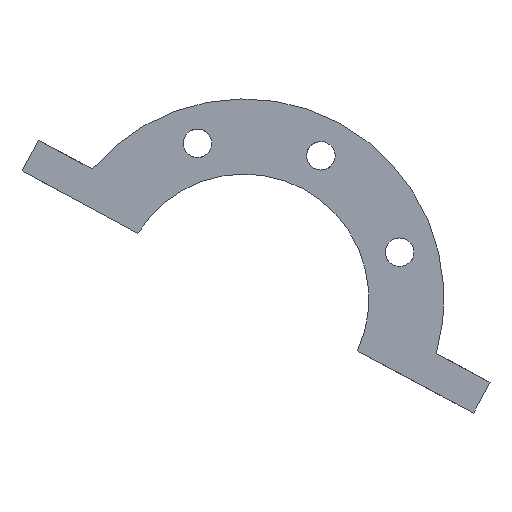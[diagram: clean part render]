
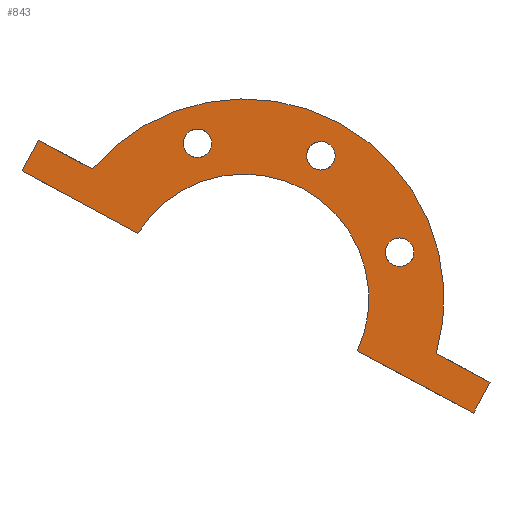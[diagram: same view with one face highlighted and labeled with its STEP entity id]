
A CAD part, front view. The second image highlights one B-rep face of the part: STEP entity #843.
In plain terms, the highlighted planar face has unit normal (0, -1, 0).
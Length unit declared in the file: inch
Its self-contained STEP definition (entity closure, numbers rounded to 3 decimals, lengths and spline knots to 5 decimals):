
#52=FACE_BOUND('',#216,.T.);
#53=FACE_BOUND('',#217,.T.);
#54=FACE_BOUND('',#218,.T.);
#113=CIRCLE('',#943,0.095);
#126=CIRCLE('',#961,0.095);
#127=CIRCLE('',#964,1.33);
#128=CIRCLE('',#967,0.83);
#129=CIRCLE('',#969,0.095);
#169=FACE_OUTER_BOUND('',#215,.T.);
#215=EDGE_LOOP('',(#757,#758,#759,#760,#761,#762,#763,#764));
#216=EDGE_LOOP('',(#765));
#217=EDGE_LOOP('',(#766));
#218=EDGE_LOOP('',(#767));
#228=LINE('',#1256,#277);
#250=LINE('',#1392,#299);
#267=LINE('',#1581,#316);
#270=LINE('',#1588,#319);
#274=LINE('',#1600,#323);
#275=LINE('',#1601,#324);
#277=VECTOR('',#978,0.3937);
#299=VECTOR('',#1124,0.3937);
#316=VECTOR('',#1221,0.3937);
#319=VECTOR('',#1230,0.3937);
#323=VECTOR('',#1244,0.3937);
#324=VECTOR('',#1245,0.3937);
#325=VERTEX_POINT('',#1252);
#327=VERTEX_POINT('',#1255);
#375=VERTEX_POINT('',#1389);
#376=VERTEX_POINT('',#1391);
#387=VERTEX_POINT('',#1434);
#403=VERTEX_POINT('',#1576);
#404=VERTEX_POINT('',#1580);
#405=VERTEX_POINT('',#1586);
#406=VERTEX_POINT('',#1590);
#407=VERTEX_POINT('',#1592);
#408=VERTEX_POINT('',#1596);
#410=EDGE_CURVE('',#327,#325,#228,.T.);
#476=EDGE_CURVE('',#376,#375,#250,.T.);
#497=EDGE_CURVE('',#387,#387,#113,.T.);
#522=EDGE_CURVE('',#403,#403,#126,.T.);
#524=EDGE_CURVE('',#404,#327,#267,.T.);
#526=EDGE_CURVE('',#325,#376,#127,.T.);
#528=EDGE_CURVE('',#375,#405,#270,.T.);
#530=EDGE_CURVE('',#407,#406,#128,.T.);
#532=EDGE_CURVE('',#408,#408,#129,.T.);
#534=EDGE_CURVE('',#406,#404,#274,.T.);
#535=EDGE_CURVE('',#405,#407,#275,.T.);
#757=ORIENTED_EDGE('',*,*,#534,.T.);
#758=ORIENTED_EDGE('',*,*,#524,.T.);
#759=ORIENTED_EDGE('',*,*,#410,.T.);
#760=ORIENTED_EDGE('',*,*,#526,.T.);
#761=ORIENTED_EDGE('',*,*,#476,.T.);
#762=ORIENTED_EDGE('',*,*,#528,.T.);
#763=ORIENTED_EDGE('',*,*,#535,.T.);
#764=ORIENTED_EDGE('',*,*,#530,.T.);
#765=ORIENTED_EDGE('',*,*,#497,.T.);
#766=ORIENTED_EDGE('',*,*,#532,.T.);
#767=ORIENTED_EDGE('',*,*,#522,.T.);
#801=PLANE('',#970);
#843=ADVANCED_FACE('',(#169,#52,#53,#54),#801,.F.);
#943=AXIS2_PLACEMENT_3D('',#1435,#1173,#1174);
#961=AXIS2_PLACEMENT_3D('',#1577,#1216,#1217);
#964=AXIS2_PLACEMENT_3D('',#1584,#1225,#1226);
#967=AXIS2_PLACEMENT_3D('',#1593,#1234,#1235);
#969=AXIS2_PLACEMENT_3D('',#1597,#1239,#1240);
#970=AXIS2_PLACEMENT_3D('',#1599,#1242,#1243);
#978=DIRECTION('',(-0.882,0.,0.472));
#1124=DIRECTION('',(-0.881,0.,0.473));
#1173=DIRECTION('center_axis',(0.,1.,0.));
#1174=DIRECTION('ref_axis',(1.,0.,0.003));
#1216=DIRECTION('center_axis',(0.,1.,0.));
#1217=DIRECTION('ref_axis',(1.,0.,0.));
#1221=DIRECTION('',(0.472,0.,0.882));
#1225=DIRECTION('center_axis',(0.,-1.,0.));
#1226=DIRECTION('ref_axis',(1.,0.,0.));
#1230=DIRECTION('',(-0.473,0.,-0.881));
#1234=DIRECTION('center_axis',(0.,1.,0.));
#1235=DIRECTION('ref_axis',(-1.,0.,0.));
#1239=DIRECTION('center_axis',(0.,1.,0.));
#1240=DIRECTION('ref_axis',(1.,0.,0.));
#1242=DIRECTION('center_axis',(0.,1.,0.));
#1243=DIRECTION('ref_axis',(-1.,0.,0.));
#1244=DIRECTION('',(0.882,0.,-0.472));
#1245=DIRECTION('',(0.881,0.,-0.473));
#1252=CARTESIAN_POINT('',(3.23687,3.45261,3.09817));
#1255=CARTESIAN_POINT('',(3.59339,3.45261,2.9073));
#1256=CARTESIAN_POINT('',(2.74769,3.45261,3.36006));
#1389=CARTESIAN_POINT('',(0.59012,3.45261,4.51764));
#1391=CARTESIAN_POINT('',(0.9464,3.45261,4.32631));
#1392=CARTESIAN_POINT('',(1.45178,3.45261,4.05491));
#1434=CARTESIAN_POINT('',(2.37311,3.45261,4.41403));
#1435=CARTESIAN_POINT('Origin',(2.46811,3.45261,4.41436));
#1576=CARTESIAN_POINT('',(1.55286,3.45261,4.49714));
#1577=CARTESIAN_POINT('Origin',(1.64786,3.45261,4.49714));
#1580=CARTESIAN_POINT('',(3.48366,3.45261,2.70234));
#1581=CARTESIAN_POINT('',(3.25738,3.45261,2.27968));
#1584=CARTESIAN_POINT('Origin',(1.95775,3.45261,3.46256));
#1586=CARTESIAN_POINT('',(0.48013,3.45261,4.31282));
#1588=CARTESIAN_POINT('',(0.29052,3.45261,3.95974));
#1590=CARTESIAN_POINT('',(2.71176,3.45261,3.1156));
#1592=CARTESIAN_POINT('',(1.25151,3.45261,3.89858));
#1593=CARTESIAN_POINT('Origin',(1.95775,3.45261,3.46256));
#1596=CARTESIAN_POINT('',(2.89734,3.45261,3.77245));
#1597=CARTESIAN_POINT('Origin',(2.99234,3.45261,3.77245));
#1599=CARTESIAN_POINT('Origin',(1.40582,3.45261,2.72714));
#1600=CARTESIAN_POINT('',(3.41754,3.45261,2.73774));
#1601=CARTESIAN_POINT('',(1.55553,3.45261,3.73531));
